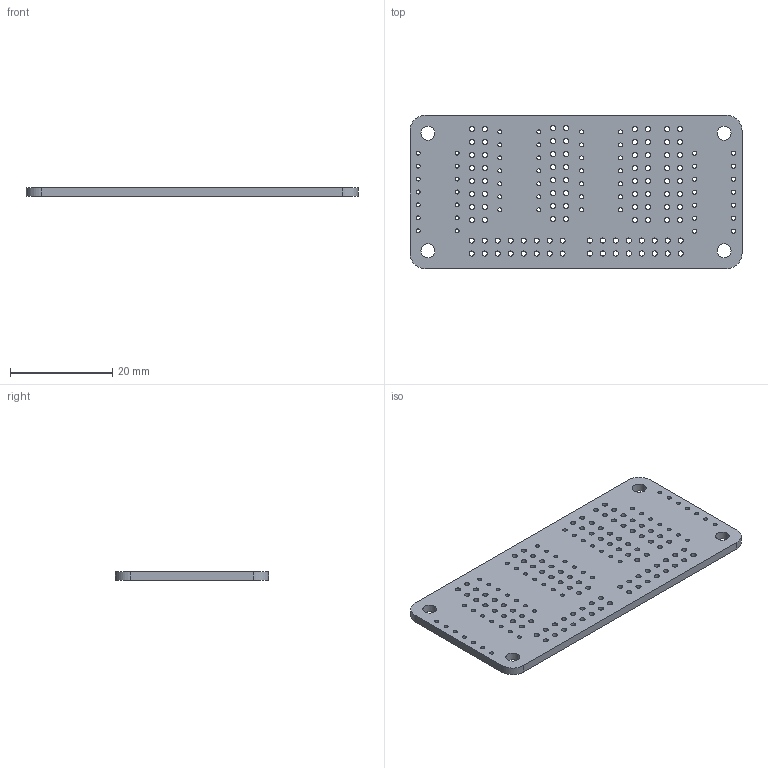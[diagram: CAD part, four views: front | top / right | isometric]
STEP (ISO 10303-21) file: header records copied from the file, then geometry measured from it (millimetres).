
FILE_DESCRIPTION(('KiCad electronic assembly'),'2;1');
FILE_NAME('RR_5V_HAT.step','2022-11-17T10:11:48',('Pcbnew'),('Kicad'), 'Open CASCADE STEP processor 7.6','KiCad to STEP converter','Unknown' );
FILE_SCHEMA(('AUTOMOTIVE_DESIGN { 1 0 10303 214 1 1 1 1 }'));
Length unit declared in the file: millimetre
Products named in the file (2): RR_5V_HAT 1; RR_5V_HAT PCB
Assembly tree (1 placements, depth 2):
  RR_5V_HAT 1
    RR_5V_HAT PCB
Bounding box: 65 x 30 x 1.6 mm (x, y, z)
Volume: 2906.7 mm3; surface area: 4687.6 mm2
Topology: 1 solids, 1 shells, 166 faces, 492 edges, 328 vertices
Faces by surface type: cylinder 160, plane 6
Full cylindrical faces by diameter (mm): 0.787 x56, 1 x96, 2.7 x4
Entity records: 13783 total; most frequent: CARTESIAN_POINT 3892, DIRECTION 1812, ORIENTED_EDGE 984, PCURVE 984, DEFINITIONAL_REPRESENTATION 984, LINE 836, VECTOR 836, EDGE_CURVE 492
